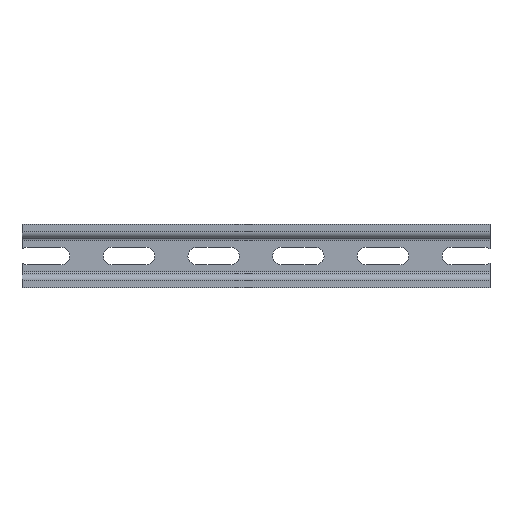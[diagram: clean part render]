
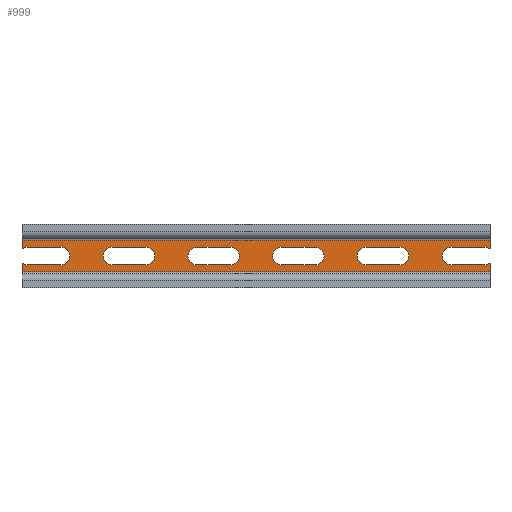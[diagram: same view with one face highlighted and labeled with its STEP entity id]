
A CAD part, top view. The second image highlights one B-rep face of the part: STEP entity #999.
In plain terms, the highlighted planar face has unit normal (0, 0, 1).
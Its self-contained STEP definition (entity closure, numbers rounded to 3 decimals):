
#19=FACE_BOUND('',#146,.T.);
#20=FACE_BOUND('',#147,.T.);
#21=FACE_BOUND('',#148,.T.);
#22=FACE_BOUND('',#149,.T.);
#91=FACE_OUTER_BOUND('',#145,.T.);
#145=EDGE_LOOP('',(#881,#882,#883,#884,#885,#886,#887,#888,#889,#890,#891,
#892,#893,#894,#895,#896));
#146=EDGE_LOOP('',(#897,#898,#899,#900));
#147=EDGE_LOOP('',(#901,#902,#903,#904));
#148=EDGE_LOOP('',(#905,#906,#907,#908));
#149=EDGE_LOOP('',(#909,#910,#911,#912));
#159=LINE('',#1429,#259);
#164=LINE('',#1446,#264);
#172=LINE('',#1471,#272);
#182=LINE('',#1500,#282);
#211=LINE('',#1592,#311);
#215=LINE('',#1600,#315);
#216=LINE('',#1606,#316);
#220=LINE('',#1615,#320);
#222=LINE('',#1622,#322);
#226=LINE('',#1631,#326);
#228=LINE('',#1638,#328);
#232=LINE('',#1647,#332);
#234=LINE('',#1654,#334);
#238=LINE('',#1663,#338);
#240=LINE('',#1670,#340);
#243=LINE('',#1677,#343);
#249=LINE('',#1690,#349);
#250=LINE('',#1692,#350);
#259=VECTOR('',#1133,10.);
#264=VECTOR('',#1146,10.);
#272=VECTOR('',#1164,10.);
#282=VECTOR('',#1184,10.);
#311=VECTOR('',#1277,10.);
#315=VECTOR('',#1287,10.);
#316=VECTOR('',#1294,10.);
#320=VECTOR('',#1304,10.);
#322=VECTOR('',#1312,10.);
#326=VECTOR('',#1322,10.);
#328=VECTOR('',#1330,10.);
#332=VECTOR('',#1340,10.);
#334=VECTOR('',#1348,10.);
#338=VECTOR('',#1358,10.);
#340=VECTOR('',#1366,10.);
#343=VECTOR('',#1375,10.);
#349=VECTOR('',#1395,10.);
#350=VECTOR('',#1398,10.);
#370=CIRCLE('',#1045,2.1);
#384=CIRCLE('',#1067,2.1);
#385=CIRCLE('',#1074,2.1);
#386=CIRCLE('',#1077,2.1);
#387=CIRCLE('',#1080,2.1);
#388=CIRCLE('',#1083,2.1);
#389=CIRCLE('',#1086,2.1);
#390=CIRCLE('',#1089,2.1);
#391=CIRCLE('',#1092,2.1);
#392=CIRCLE('',#1095,2.1);
#393=CIRCLE('',#1098,2.1);
#394=CIRCLE('',#1101,2.1);
#395=CIRCLE('',#1104,2.1);
#396=CIRCLE('',#1107,2.1);
#406=VERTEX_POINT('',#1426);
#407=VERTEX_POINT('',#1428);
#414=VERTEX_POINT('',#1443);
#415=VERTEX_POINT('',#1445);
#426=VERTEX_POINT('',#1468);
#427=VERTEX_POINT('',#1470);
#440=VERTEX_POINT('',#1497);
#441=VERTEX_POINT('',#1499);
#446=VERTEX_POINT('',#1511);
#470=VERTEX_POINT('',#1578);
#471=VERTEX_POINT('',#1590);
#472=VERTEX_POINT('',#1591);
#473=VERTEX_POINT('',#1596);
#474=VERTEX_POINT('',#1604);
#475=VERTEX_POINT('',#1605);
#476=VERTEX_POINT('',#1610);
#477=VERTEX_POINT('',#1614);
#478=VERTEX_POINT('',#1620);
#479=VERTEX_POINT('',#1621);
#480=VERTEX_POINT('',#1626);
#481=VERTEX_POINT('',#1630);
#482=VERTEX_POINT('',#1636);
#483=VERTEX_POINT('',#1637);
#484=VERTEX_POINT('',#1642);
#485=VERTEX_POINT('',#1646);
#486=VERTEX_POINT('',#1652);
#487=VERTEX_POINT('',#1653);
#488=VERTEX_POINT('',#1658);
#489=VERTEX_POINT('',#1662);
#490=VERTEX_POINT('',#1668);
#491=VERTEX_POINT('',#1669);
#492=VERTEX_POINT('',#1676);
#502=EDGE_CURVE('',#407,#406,#159,.T.);
#510=EDGE_CURVE('',#415,#414,#164,.T.);
#522=EDGE_CURVE('',#427,#426,#172,.T.);
#536=EDGE_CURVE('',#441,#440,#182,.T.);
#543=EDGE_CURVE('',#406,#446,#370,.T.);
#577=EDGE_CURVE('',#470,#427,#384,.T.);
#583=EDGE_CURVE('',#471,#472,#211,.T.);
#586=EDGE_CURVE('',#472,#473,#385,.T.);
#588=EDGE_CURVE('',#473,#470,#215,.T.);
#589=EDGE_CURVE('',#440,#471,#386,.T.);
#590=EDGE_CURVE('',#474,#475,#216,.T.);
#593=EDGE_CURVE('',#475,#476,#387,.T.);
#595=EDGE_CURVE('',#476,#477,#220,.T.);
#597=EDGE_CURVE('',#477,#474,#388,.T.);
#598=EDGE_CURVE('',#478,#479,#222,.T.);
#601=EDGE_CURVE('',#479,#480,#389,.T.);
#603=EDGE_CURVE('',#480,#481,#226,.T.);
#605=EDGE_CURVE('',#481,#478,#390,.T.);
#606=EDGE_CURVE('',#482,#483,#228,.T.);
#609=EDGE_CURVE('',#483,#484,#391,.T.);
#611=EDGE_CURVE('',#484,#485,#232,.T.);
#613=EDGE_CURVE('',#485,#482,#392,.T.);
#614=EDGE_CURVE('',#486,#487,#234,.T.);
#617=EDGE_CURVE('',#487,#488,#393,.T.);
#619=EDGE_CURVE('',#488,#489,#238,.T.);
#621=EDGE_CURVE('',#489,#486,#394,.T.);
#622=EDGE_CURVE('',#490,#491,#240,.T.);
#625=EDGE_CURVE('',#491,#415,#395,.T.);
#626=EDGE_CURVE('',#446,#492,#243,.T.);
#628=EDGE_CURVE('',#492,#490,#396,.T.);
#633=EDGE_CURVE('',#414,#441,#249,.T.);
#634=EDGE_CURVE('',#407,#426,#250,.T.);
#881=ORIENTED_EDGE('',*,*,#510,.T.);
#882=ORIENTED_EDGE('',*,*,#633,.T.);
#883=ORIENTED_EDGE('',*,*,#536,.T.);
#884=ORIENTED_EDGE('',*,*,#589,.T.);
#885=ORIENTED_EDGE('',*,*,#583,.T.);
#886=ORIENTED_EDGE('',*,*,#586,.T.);
#887=ORIENTED_EDGE('',*,*,#588,.T.);
#888=ORIENTED_EDGE('',*,*,#577,.T.);
#889=ORIENTED_EDGE('',*,*,#522,.T.);
#890=ORIENTED_EDGE('',*,*,#634,.F.);
#891=ORIENTED_EDGE('',*,*,#502,.T.);
#892=ORIENTED_EDGE('',*,*,#543,.T.);
#893=ORIENTED_EDGE('',*,*,#626,.T.);
#894=ORIENTED_EDGE('',*,*,#628,.T.);
#895=ORIENTED_EDGE('',*,*,#622,.T.);
#896=ORIENTED_EDGE('',*,*,#625,.T.);
#897=ORIENTED_EDGE('',*,*,#595,.T.);
#898=ORIENTED_EDGE('',*,*,#597,.T.);
#899=ORIENTED_EDGE('',*,*,#590,.T.);
#900=ORIENTED_EDGE('',*,*,#593,.T.);
#901=ORIENTED_EDGE('',*,*,#603,.T.);
#902=ORIENTED_EDGE('',*,*,#605,.T.);
#903=ORIENTED_EDGE('',*,*,#598,.T.);
#904=ORIENTED_EDGE('',*,*,#601,.T.);
#905=ORIENTED_EDGE('',*,*,#611,.T.);
#906=ORIENTED_EDGE('',*,*,#613,.T.);
#907=ORIENTED_EDGE('',*,*,#606,.T.);
#908=ORIENTED_EDGE('',*,*,#609,.T.);
#909=ORIENTED_EDGE('',*,*,#619,.T.);
#910=ORIENTED_EDGE('',*,*,#621,.T.);
#911=ORIENTED_EDGE('',*,*,#614,.T.);
#912=ORIENTED_EDGE('',*,*,#617,.T.);
#951=PLANE('',#1113);
#999=ADVANCED_FACE('',(#91,#19,#20,#21,#22),#951,.T.);
#1045=AXIS2_PLACEMENT_3D('',#1513,#1196,#1197);
#1067=AXIS2_PLACEMENT_3D('',#1579,#1260,#1261);
#1074=AXIS2_PLACEMENT_3D('',#1597,#1282,#1283);
#1077=AXIS2_PLACEMENT_3D('',#1602,#1290,#1291);
#1080=AXIS2_PLACEMENT_3D('',#1611,#1299,#1300);
#1083=AXIS2_PLACEMENT_3D('',#1618,#1308,#1309);
#1086=AXIS2_PLACEMENT_3D('',#1627,#1317,#1318);
#1089=AXIS2_PLACEMENT_3D('',#1634,#1326,#1327);
#1092=AXIS2_PLACEMENT_3D('',#1643,#1335,#1336);
#1095=AXIS2_PLACEMENT_3D('',#1650,#1344,#1345);
#1098=AXIS2_PLACEMENT_3D('',#1659,#1353,#1354);
#1101=AXIS2_PLACEMENT_3D('',#1666,#1362,#1363);
#1104=AXIS2_PLACEMENT_3D('',#1674,#1371,#1372);
#1107=AXIS2_PLACEMENT_3D('',#1680,#1379,#1380);
#1113=AXIS2_PLACEMENT_3D('',#1691,#1396,#1397);
#1133=DIRECTION('',(0.,-1.,0.));
#1146=DIRECTION('',(0.,-1.,0.));
#1164=DIRECTION('',(0.,1.,0.));
#1184=DIRECTION('',(0.,1.,0.));
#1196=DIRECTION('center_axis',(0.,0.,-1.));
#1197=DIRECTION('ref_axis',(0.,1.,0.));
#1260=DIRECTION('center_axis',(0.,0.,-1.));
#1261=DIRECTION('ref_axis',(0.,-1.,0.));
#1277=DIRECTION('',(-1.,0.,0.));
#1282=DIRECTION('center_axis',(0.,0.,-1.));
#1283=DIRECTION('ref_axis',(0.,1.,0.));
#1287=DIRECTION('',(1.,0.,0.));
#1290=DIRECTION('center_axis',(0.,0.,-1.));
#1291=DIRECTION('ref_axis',(0.,-1.,0.));
#1294=DIRECTION('',(-1.,0.,0.));
#1299=DIRECTION('center_axis',(0.,0.,-1.));
#1300=DIRECTION('ref_axis',(0.,1.,0.));
#1304=DIRECTION('',(1.,0.,0.));
#1308=DIRECTION('center_axis',(0.,0.,-1.));
#1309=DIRECTION('ref_axis',(0.,-1.,0.));
#1312=DIRECTION('',(-1.,0.,0.));
#1317=DIRECTION('center_axis',(0.,0.,-1.));
#1318=DIRECTION('ref_axis',(0.,1.,0.));
#1322=DIRECTION('',(1.,0.,0.));
#1326=DIRECTION('center_axis',(0.,0.,-1.));
#1327=DIRECTION('ref_axis',(0.,-1.,0.));
#1330=DIRECTION('',(-1.,0.,0.));
#1335=DIRECTION('center_axis',(0.,0.,-1.));
#1336=DIRECTION('ref_axis',(0.,1.,0.));
#1340=DIRECTION('',(1.,0.,0.));
#1344=DIRECTION('center_axis',(0.,0.,-1.));
#1345=DIRECTION('ref_axis',(0.,-1.,0.));
#1348=DIRECTION('',(-1.,0.,0.));
#1353=DIRECTION('center_axis',(0.,0.,-1.));
#1354=DIRECTION('ref_axis',(0.,1.,0.));
#1358=DIRECTION('',(1.,0.,0.));
#1362=DIRECTION('center_axis',(0.,0.,-1.));
#1363=DIRECTION('ref_axis',(0.,-1.,0.));
#1366=DIRECTION('',(-1.,0.,0.));
#1371=DIRECTION('center_axis',(0.,0.,-1.));
#1372=DIRECTION('ref_axis',(0.,1.,0.));
#1375=DIRECTION('',(1.,0.,0.));
#1379=DIRECTION('center_axis',(0.,0.,-1.));
#1380=DIRECTION('ref_axis',(0.,-1.,0.));
#1395=DIRECTION('',(1.,0.,0.));
#1396=DIRECTION('center_axis',(0.,0.,1.));
#1397=DIRECTION('ref_axis',(1.,0.,0.));
#1398=DIRECTION('',(1.,0.,0.));
#1426=CARTESIAN_POINT('',(444.5,1.687,1.));
#1428=CARTESIAN_POINT('',(444.5,3.75,1.));
#1429=CARTESIAN_POINT('',(444.5,52.804,1.));
#1443=CARTESIAN_POINT('',(444.5,-3.75,1.));
#1445=CARTESIAN_POINT('',(444.5,-1.687,1.));
#1446=CARTESIAN_POINT('',(444.5,52.804,1.));
#1468=CARTESIAN_POINT('',(555.5,3.75,1.));
#1470=CARTESIAN_POINT('',(555.5,1.687,1.));
#1471=CARTESIAN_POINT('',(555.5,-60.123,1.));
#1497=CARTESIAN_POINT('',(555.5,-1.687,1.));
#1499=CARTESIAN_POINT('',(555.5,-3.75,1.));
#1500=CARTESIAN_POINT('',(555.5,-60.123,1.));
#1511=CARTESIAN_POINT('',(445.75,2.1,1.));
#1513=CARTESIAN_POINT('Origin',(445.75,0.,1.));
#1578=CARTESIAN_POINT('',(554.25,2.1,1.));
#1579=CARTESIAN_POINT('Origin',(554.25,0.,1.));
#1590=CARTESIAN_POINT('',(554.25,-2.1,1.));
#1591=CARTESIAN_POINT('',(546.25,-2.1,1.));
#1592=CARTESIAN_POINT('',(277.125,-2.1,1.));
#1596=CARTESIAN_POINT('',(546.25,2.1,1.));
#1597=CARTESIAN_POINT('Origin',(546.25,0.,1.));
#1600=CARTESIAN_POINT('',(273.125,2.1,1.));
#1602=CARTESIAN_POINT('Origin',(554.25,0.,1.));
#1604=CARTESIAN_POINT('',(534.15,-2.1,1.));
#1605=CARTESIAN_POINT('',(526.15,-2.1,1.));
#1606=CARTESIAN_POINT('',(267.075,-2.1,1.));
#1610=CARTESIAN_POINT('',(526.15,2.1,1.));
#1611=CARTESIAN_POINT('Origin',(526.15,0.,1.));
#1614=CARTESIAN_POINT('',(534.15,2.1,1.));
#1615=CARTESIAN_POINT('',(263.075,2.1,1.));
#1618=CARTESIAN_POINT('Origin',(534.15,0.,1.));
#1620=CARTESIAN_POINT('',(514.05,-2.1,1.));
#1621=CARTESIAN_POINT('',(506.05,-2.1,1.));
#1622=CARTESIAN_POINT('',(257.025,-2.1,1.));
#1626=CARTESIAN_POINT('',(506.05,2.1,1.));
#1627=CARTESIAN_POINT('Origin',(506.05,0.,1.));
#1630=CARTESIAN_POINT('',(514.05,2.1,1.));
#1631=CARTESIAN_POINT('',(253.025,2.1,1.));
#1634=CARTESIAN_POINT('Origin',(514.05,0.,1.));
#1636=CARTESIAN_POINT('',(493.95,-2.1,1.));
#1637=CARTESIAN_POINT('',(485.95,-2.1,1.));
#1638=CARTESIAN_POINT('',(246.975,-2.1,1.));
#1642=CARTESIAN_POINT('',(485.95,2.1,1.));
#1643=CARTESIAN_POINT('Origin',(485.95,0.,1.));
#1646=CARTESIAN_POINT('',(493.95,2.1,1.));
#1647=CARTESIAN_POINT('',(242.975,2.1,1.));
#1650=CARTESIAN_POINT('Origin',(493.95,0.,1.));
#1652=CARTESIAN_POINT('',(473.85,-2.1,1.));
#1653=CARTESIAN_POINT('',(465.85,-2.1,1.));
#1654=CARTESIAN_POINT('',(236.925,-2.1,1.));
#1658=CARTESIAN_POINT('',(465.85,2.1,1.));
#1659=CARTESIAN_POINT('Origin',(465.85,0.,1.));
#1662=CARTESIAN_POINT('',(473.85,2.1,1.));
#1663=CARTESIAN_POINT('',(232.925,2.1,1.));
#1666=CARTESIAN_POINT('Origin',(473.85,0.,1.));
#1668=CARTESIAN_POINT('',(453.75,-2.1,1.));
#1669=CARTESIAN_POINT('',(445.75,-2.1,1.));
#1670=CARTESIAN_POINT('',(226.875,-2.1,1.));
#1674=CARTESIAN_POINT('Origin',(445.75,0.,1.));
#1676=CARTESIAN_POINT('',(453.75,2.1,1.));
#1677=CARTESIAN_POINT('',(222.875,2.1,1.));
#1680=CARTESIAN_POINT('Origin',(453.75,0.,1.));
#1690=CARTESIAN_POINT('',(0.,-3.75,1.));
#1691=CARTESIAN_POINT('Origin',(0.,-3.75,1.));
#1692=CARTESIAN_POINT('',(0.,3.75,1.));
